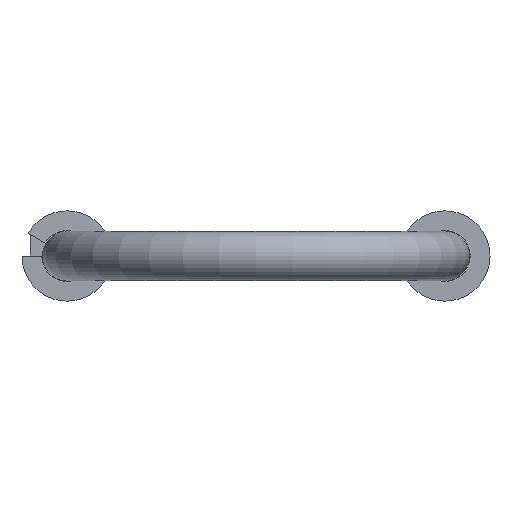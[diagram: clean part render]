
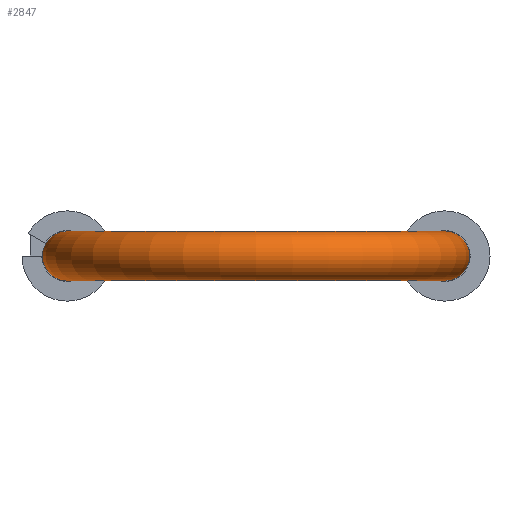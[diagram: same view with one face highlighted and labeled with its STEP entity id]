
A CAD part, left-side view. The second image highlights one B-rep face of the part: STEP entity #2847.
In plain terms, the highlighted toroidal (fillet/blend) face has major radius 36.513 mm and minor radius 4.763 mm.
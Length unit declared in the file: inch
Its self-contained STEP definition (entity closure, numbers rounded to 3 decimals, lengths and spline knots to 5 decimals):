
#43=TOROIDAL_SURFACE('',#3131,1.4375,0.1875);
#113=CIRCLE('',#3107,0.1875);
#114=CIRCLE('',#3108,0.1875);
#123=CIRCLE('',#3128,0.1875);
#124=CIRCLE('',#3129,0.1875);
#125=CIRCLE('',#3132,1.25);
#293=FACE_OUTER_BOUND('',#471,.T.);
#471=EDGE_LOOP('',(#2343,#2344,#2345,#2346,#2347,#2348));
#1235=VERTEX_POINT('',#7669);
#1236=VERTEX_POINT('',#7671);
#1243=VERTEX_POINT('',#8887);
#1244=VERTEX_POINT('',#8889);
#1594=EDGE_CURVE('',#1235,#1236,#113,.T.);
#1595=EDGE_CURVE('',#1236,#1235,#114,.T.);
#1614=EDGE_CURVE('',#1244,#1243,#123,.T.);
#1615=EDGE_CURVE('',#1243,#1244,#124,.T.);
#1616=EDGE_CURVE('',#1235,#1243,#125,.T.);
#2343=ORIENTED_EDGE('',*,*,#1595,.F.);
#2344=ORIENTED_EDGE('',*,*,#1594,.F.);
#2345=ORIENTED_EDGE('',*,*,#1616,.T.);
#2346=ORIENTED_EDGE('',*,*,#1615,.T.);
#2347=ORIENTED_EDGE('',*,*,#1614,.T.);
#2348=ORIENTED_EDGE('',*,*,#1616,.F.);
#2847=ADVANCED_FACE('',(#293),#43,.T.);
#3107=AXIS2_PLACEMENT_3D('',#7672,#3568,#3569);
#3108=AXIS2_PLACEMENT_3D('',#7673,#3570,#3571);
#3128=AXIS2_PLACEMENT_3D('',#8890,#3612,#3613);
#3129=AXIS2_PLACEMENT_3D('',#8891,#3614,#3615);
#3131=AXIS2_PLACEMENT_3D('',#8893,#3618,#3619);
#3132=AXIS2_PLACEMENT_3D('',#8894,#3620,#3621);
#3568=DIRECTION('center_axis',(1.,0.,0.));
#3569=DIRECTION('ref_axis',(0.,1.,0.));
#3570=DIRECTION('center_axis',(1.,0.,0.));
#3571=DIRECTION('ref_axis',(0.,1.,0.));
#3612=DIRECTION('center_axis',(-1.,0.,0.));
#3613=DIRECTION('ref_axis',(0.,-1.,0.));
#3614=DIRECTION('center_axis',(-1.,0.,0.));
#3615=DIRECTION('ref_axis',(0.,-1.,0.));
#3618=DIRECTION('center_axis',(0.,0.,1.));
#3619=DIRECTION('ref_axis',(-1.,0.,0.));
#3620=DIRECTION('center_axis',(0.,0.,-1.));
#3621=DIRECTION('ref_axis',(-1.,0.,0.));
#7669=CARTESIAN_POINT('',(0.,-1.25,0.));
#7671=CARTESIAN_POINT('',(0.,-1.4375,-0.1875));
#7672=CARTESIAN_POINT('Origin',(0.,-1.4375,0.));
#7673=CARTESIAN_POINT('Origin',(0.,-1.4375,0.));
#8887=CARTESIAN_POINT('',(0.,1.25,0.));
#8889=CARTESIAN_POINT('',(0.,1.4375,-0.1875));
#8890=CARTESIAN_POINT('Origin',(0.,1.4375,0.));
#8891=CARTESIAN_POINT('Origin',(0.,1.4375,0.));
#8893=CARTESIAN_POINT('Origin',(0.,0.,0.));
#8894=CARTESIAN_POINT('Origin',(0.,0.,0.));
